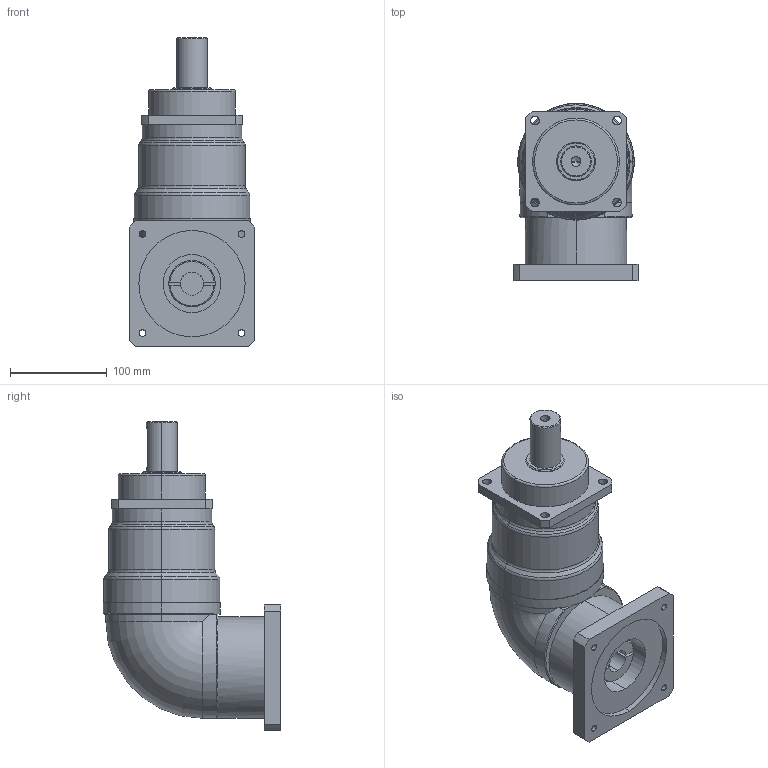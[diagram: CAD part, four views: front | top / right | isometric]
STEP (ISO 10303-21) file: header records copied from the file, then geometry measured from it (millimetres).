
FILE_DESCRIPTION (( 'STEP AP203' ), '1' );
FILE_NAME ('EVS100-L2-22-110-145.STEP', '2022-06-16T03:54:22', ( 'PC' ), ( 'Microsoft' ), 'SwSTEP 2.0', 'SolidWorks 2016', '' );
FILE_SCHEMA (( 'CONFIG_CONTROL_DESIGN' ));
Length unit declared in the file: millimetre
Products named in the file (1): EVS100-L2-22-110-145
Bounding box: 130 x 183.5 x 319.7 mm (x, y, z)
Volume: 2878826.3 mm3; surface area: 184394.3 mm2
Topology: 1 solids, 1 shells, 120 faces, 296 edges, 185 vertices
Faces by surface type: cylinder 57, plane 35, cone 17, torus 11
Entity records: 3761 total; most frequent: CARTESIAN_POINT 727, DIRECTION 672, ORIENTED_EDGE 584, EDGE_CURVE 292, AXIS2_PLACEMENT_3D 276, VERTEX_POINT 185, CIRCLE 155, EDGE_LOOP 147
